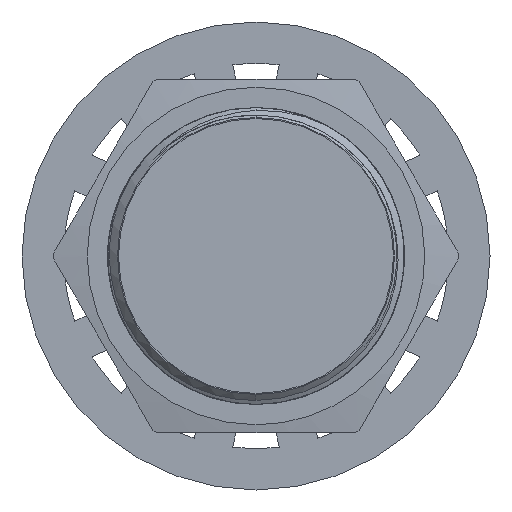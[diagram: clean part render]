
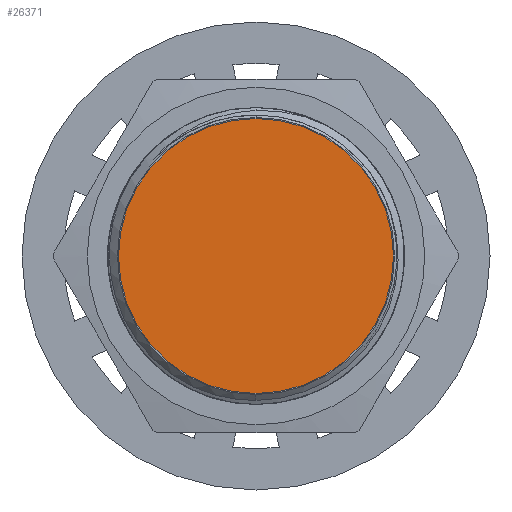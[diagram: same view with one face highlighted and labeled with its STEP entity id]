
A CAD part, front view. The second image highlights one B-rep face of the part: STEP entity #26371.
In plain terms, the highlighted planar face has unit normal (0, -1, 0).
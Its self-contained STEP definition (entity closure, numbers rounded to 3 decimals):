
#271 = DIRECTION ( 'NONE',  ( 0., -1., 0. ) ) ;
#358 = DIRECTION ( 'NONE',  ( 0., 1., 0. ) ) ;
#373 = PLANE ( 'NONE',  #5547 ) ;
#1307 = AXIS2_PLACEMENT_3D ( 'NONE', #18209, #358, #30845 ) ;
#2546 = VERTEX_POINT ( 'NONE', #4244 ) ;
#4244 = CARTESIAN_POINT ( 'NONE',  ( 0., -16., -13.9 ) ) ;
#5547 = AXIS2_PLACEMENT_3D ( 'NONE', #23561, #271, #31077 ) ;
#7583 = EDGE_LOOP ( 'NONE', ( #24034, #14983 ) ) ;
#9175 = AXIS2_PLACEMENT_3D ( 'NONE', #11013, #11228, #16129 ) ;
#10258 = CIRCLE ( 'NONE', #1307, 13.9 ) ;
#11013 = CARTESIAN_POINT ( 'NONE',  ( 0., -16., 0. ) ) ;
#11228 = DIRECTION ( 'NONE',  ( 0., 1., 0. ) ) ;
#14983 = ORIENTED_EDGE ( 'NONE', *, *, #30435, .F. ) ;
#15948 = VERTEX_POINT ( 'NONE', #24333 ) ;
#16129 = DIRECTION ( 'NONE',  ( 0., 0., 1. ) ) ;
#18209 = CARTESIAN_POINT ( 'NONE',  ( 0., -16., 0. ) ) ;
#19582 = CIRCLE ( 'NONE', #9175, 13.9 ) ;
#21471 = FACE_OUTER_BOUND ( 'NONE', #7583, .T. ) ;
#23561 = CARTESIAN_POINT ( 'NONE',  ( 0., -16., 0. ) ) ;
#24034 = ORIENTED_EDGE ( 'NONE', *, *, #32865, .F. ) ;
#24333 = CARTESIAN_POINT ( 'NONE',  ( 0., -16., 13.9 ) ) ;
#26371 = ADVANCED_FACE ( 'NONE', ( #21471 ), #373, .T. ) ;
#30435 = EDGE_CURVE ( 'NONE', #15948, #2546, #10258, .T. ) ;
#30845 = DIRECTION ( 'NONE',  ( 0., 0., 1. ) ) ;
#31077 = DIRECTION ( 'NONE',  ( 0., 0., -1. ) ) ;
#32865 = EDGE_CURVE ( 'NONE', #2546, #15948, #19582, .T. ) ;
